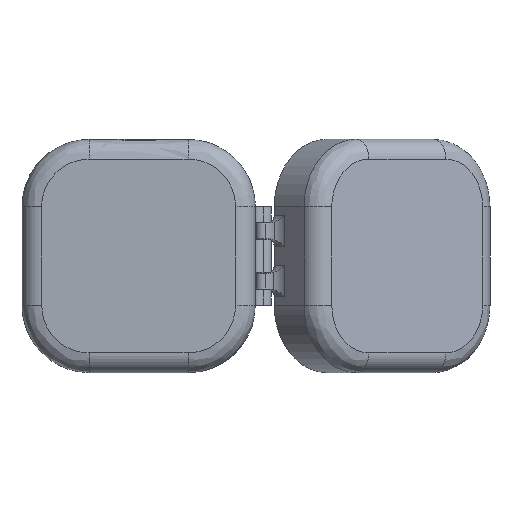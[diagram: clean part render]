
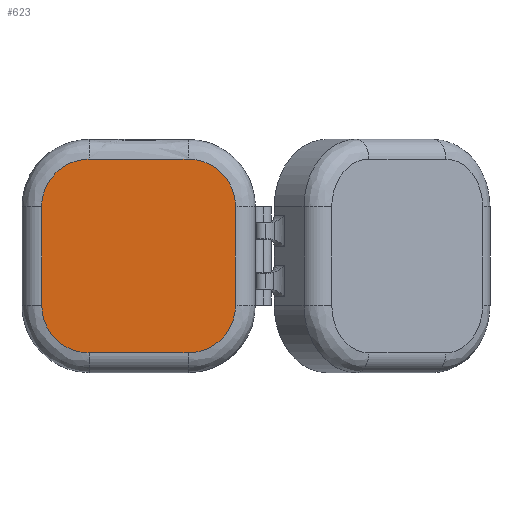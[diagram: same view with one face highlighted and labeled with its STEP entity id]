
A CAD part, front view. The second image highlights one B-rep face of the part: STEP entity #623.
In plain terms, the highlighted free-form (B-spline) face has degree [1, 1] with [2, 2] control points.
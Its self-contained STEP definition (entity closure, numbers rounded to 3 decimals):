
#623 = ADVANCED_FACE('',(#624),#686,.F.);
#624 = FACE_BOUND('',#625,.T.);
#625 = EDGE_LOOP('',(#626,#635,#643,#650,#658,#665,#673,#680));
#626 = ORIENTED_EDGE('',*,*,#627,.T.);
#627 = EDGE_CURVE('',#628,#630,#632,.T.);
#628 = VERTEX_POINT('',#629);
#629 = CARTESIAN_POINT('',(16.783,25.953,
    41.159));
#630 = VERTEX_POINT('',#631);
#631 = CARTESIAN_POINT('',(54.057,25.953,
    41.159));
#632 = B_SPLINE_CURVE_WITH_KNOTS('',1,(#633,#634),.UNSPECIFIED.,.F.,.F.,
  (2,2),(-12.5,12.5),.PIECEWISE_BEZIER_KNOTS.);
#633 = CARTESIAN_POINT('',(16.783,25.953,
    41.159));
#634 = CARTESIAN_POINT('',(54.057,25.953,
    41.159));
#635 = ORIENTED_EDGE('',*,*,#636,.T.);
#636 = EDGE_CURVE('',#630,#637,#639,.T.);
#637 = VERTEX_POINT('',#638);
#638 = CARTESIAN_POINT('',(71.949,25.953,
    59.051));
#639 = ( BOUNDED_CURVE() B_SPLINE_CURVE(2,(#640,#641,#642),
.UNSPECIFIED.,.F.,.F.) B_SPLINE_CURVE_WITH_KNOTS((3,3),(3.142,
4.712),.PIECEWISE_BEZIER_KNOTS.) CURVE() 
GEOMETRIC_REPRESENTATION_ITEM() RATIONAL_B_SPLINE_CURVE((1.,
0.707,1.)) REPRESENTATION_ITEM('') );
#640 = CARTESIAN_POINT('',(54.057,25.953,
    41.159));
#641 = CARTESIAN_POINT('',(71.949,25.953,
    41.159));
#642 = CARTESIAN_POINT('',(71.949,25.953,
    59.051));
#643 = ORIENTED_EDGE('',*,*,#644,.T.);
#644 = EDGE_CURVE('',#637,#645,#647,.T.);
#645 = VERTEX_POINT('',#646);
#646 = CARTESIAN_POINT('',(71.949,25.953,
    96.325));
#647 = B_SPLINE_CURVE_WITH_KNOTS('',1,(#648,#649),.UNSPECIFIED.,.F.,.F.,
  (2,2),(-12.5,12.5),.PIECEWISE_BEZIER_KNOTS.);
#648 = CARTESIAN_POINT('',(71.949,25.953,
    59.051));
#649 = CARTESIAN_POINT('',(71.949,25.953,
    96.325));
#650 = ORIENTED_EDGE('',*,*,#651,.T.);
#651 = EDGE_CURVE('',#645,#652,#654,.T.);
#652 = VERTEX_POINT('',#653);
#653 = CARTESIAN_POINT('',(54.057,25.953,
    114.216));
#654 = ( BOUNDED_CURVE() B_SPLINE_CURVE(2,(#655,#656,#657),
.UNSPECIFIED.,.F.,.F.) B_SPLINE_CURVE_WITH_KNOTS((3,3),(4.712,
6.283),.PIECEWISE_BEZIER_KNOTS.) CURVE() 
GEOMETRIC_REPRESENTATION_ITEM() RATIONAL_B_SPLINE_CURVE((1.,
0.707,1.)) REPRESENTATION_ITEM('') );
#655 = CARTESIAN_POINT('',(71.949,25.953,
    96.325));
#656 = CARTESIAN_POINT('',(71.949,25.953,
    114.216));
#657 = CARTESIAN_POINT('',(54.057,25.953,
    114.216));
#658 = ORIENTED_EDGE('',*,*,#659,.T.);
#659 = EDGE_CURVE('',#652,#660,#662,.T.);
#660 = VERTEX_POINT('',#661);
#661 = CARTESIAN_POINT('',(16.783,25.953,
    114.216));
#662 = B_SPLINE_CURVE_WITH_KNOTS('',1,(#663,#664),.UNSPECIFIED.,.F.,.F.,
  (2,2),(-12.5,12.5),.PIECEWISE_BEZIER_KNOTS.);
#663 = CARTESIAN_POINT('',(54.057,25.953,
    114.216));
#664 = CARTESIAN_POINT('',(16.783,25.953,
    114.216));
#665 = ORIENTED_EDGE('',*,*,#666,.T.);
#666 = EDGE_CURVE('',#660,#667,#669,.T.);
#667 = VERTEX_POINT('',#668);
#668 = CARTESIAN_POINT('',(-1.108,25.953,
    96.325));
#669 = ( BOUNDED_CURVE() B_SPLINE_CURVE(2,(#670,#671,#672),
.UNSPECIFIED.,.F.,.F.) B_SPLINE_CURVE_WITH_KNOTS((3,3),(0.,
1.571),.PIECEWISE_BEZIER_KNOTS.) CURVE() 
GEOMETRIC_REPRESENTATION_ITEM() RATIONAL_B_SPLINE_CURVE((1.,
0.707,1.)) REPRESENTATION_ITEM('') );
#670 = CARTESIAN_POINT('',(16.783,25.953,
    114.216));
#671 = CARTESIAN_POINT('',(-1.108,25.953,
    114.216));
#672 = CARTESIAN_POINT('',(-1.108,25.953,
    96.325));
#673 = ORIENTED_EDGE('',*,*,#674,.T.);
#674 = EDGE_CURVE('',#667,#675,#677,.T.);
#675 = VERTEX_POINT('',#676);
#676 = CARTESIAN_POINT('',(-1.108,25.953,
    59.051));
#677 = B_SPLINE_CURVE_WITH_KNOTS('',1,(#678,#679),.UNSPECIFIED.,.F.,.F.,
  (2,2),(-12.5,12.5),.PIECEWISE_BEZIER_KNOTS.);
#678 = CARTESIAN_POINT('',(-1.108,25.953,
    96.325));
#679 = CARTESIAN_POINT('',(-1.108,25.953,
    59.051));
#680 = ORIENTED_EDGE('',*,*,#681,.T.);
#681 = EDGE_CURVE('',#675,#628,#682,.T.);
#682 = ( BOUNDED_CURVE() B_SPLINE_CURVE(2,(#683,#684,#685),
.UNSPECIFIED.,.F.,.F.) B_SPLINE_CURVE_WITH_KNOTS((3,3),(1.571,
3.142),.PIECEWISE_BEZIER_KNOTS.) CURVE() 
GEOMETRIC_REPRESENTATION_ITEM() RATIONAL_B_SPLINE_CURVE((1.,
0.707,1.)) REPRESENTATION_ITEM('') );
#683 = CARTESIAN_POINT('',(-1.108,25.953,
    59.051));
#684 = CARTESIAN_POINT('',(-1.108,25.953,
    41.159));
#685 = CARTESIAN_POINT('',(16.783,25.953,
    41.159));
#686 = B_SPLINE_SURFACE_WITH_KNOTS('',1,1,(
    (#687,#688)
    ,(#689,#690
    )),.UNSPECIFIED.,.F.,.F.,.F.,(2,2),(2,2),(-24.5,24.5),(-24.5,24.5),
  .PIECEWISE_BEZIER_KNOTS.);
#687 = CARTESIAN_POINT('',(-1.108,25.953,
    41.159));
#688 = CARTESIAN_POINT('',(71.949,25.953,
    41.159));
#689 = CARTESIAN_POINT('',(-1.108,25.953,
    114.216));
#690 = CARTESIAN_POINT('',(71.949,25.953,
    114.216));
